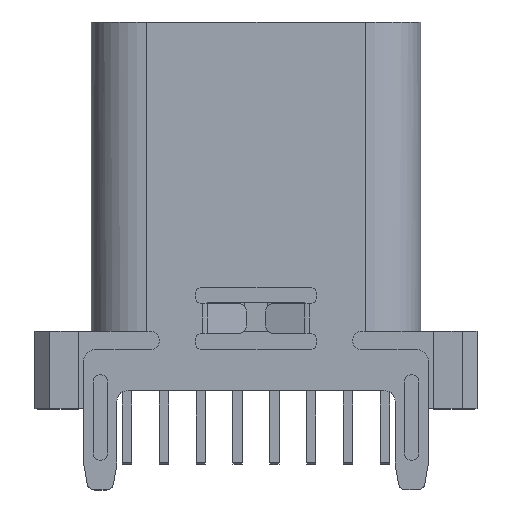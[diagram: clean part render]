
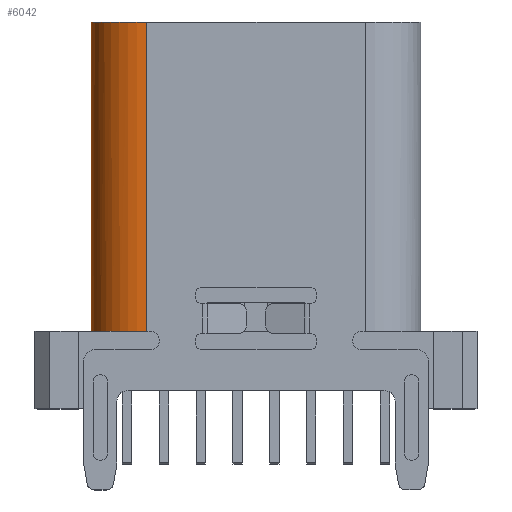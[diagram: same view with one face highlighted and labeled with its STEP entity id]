
A CAD part, top view. The second image highlights one B-rep face of the part: STEP entity #6042.
In plain terms, the highlighted cylindrical face has radius 1.5 mm (diameter 3 mm), a partial arc.
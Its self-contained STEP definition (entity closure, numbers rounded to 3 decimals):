
#821 = EDGE_LOOP ( 'NONE', ( #14132, #14049, #14130, #14048, #14047 ) ) ;
#1495 = VERTEX_POINT ( 'NONE', #12968 ) ;
#1497 = VERTEX_POINT ( 'NONE', #12965 ) ;
#1498 = VERTEX_POINT ( 'NONE', #12964 ) ;
#1822 = VERTEX_POINT ( 'NONE', #11803 ) ;
#1833 = VERTEX_POINT ( 'NONE', #11719 ) ;
#2338 = EDGE_CURVE ( 'NONE', #1833, #1822, #8887, .T. ) ;
#3996 = DIRECTION ( 'NONE',  ( 0., -1., 0. ) ) ;
#3997 = CARTESIAN_POINT ( 'NONE',  ( 1154.294, 288.497, -0.92 ) ) ;
#4002 = CARTESIAN_POINT ( 'NONE',  ( 1152.794, 288.497, -2.42 ) ) ;
#4444 = DIRECTION ( 'NONE',  ( 0., 0., -1. ) ) ;
#4445 = DIRECTION ( 'NONE',  ( 0., -1., 0. ) ) ;
#4446 = CARTESIAN_POINT ( 'NONE',  ( 1154.294, 273.497, -2.42 ) ) ;
#5130 = EDGE_CURVE ( 'NONE', #1497, #1822, #8510, .T. ) ;
#5133 = EDGE_CURVE ( 'NONE', #1498, #1495, #8507, .T. ) ;
#5134 = EDGE_CURVE ( 'NONE', #1498, #1497, #8501, .T. ) ;
#5135 = EDGE_CURVE ( 'NONE', #1495, #1833, #8499, .T. ) ;
#6042 = ADVANCED_FACE ( 'NONE', ( #7714 ), #7711, .T. ) ;
#6559 = AXIS2_PLACEMENT_3D ( 'NONE', #8109, #8113, #8112 ) ;
#7711 = CYLINDRICAL_SURFACE ( 'NONE', #6559, 1.5 ) ;
#7714 = FACE_OUTER_BOUND ( 'NONE', #821, .T. ) ;
#8109 = CARTESIAN_POINT ( 'NONE',  ( 1154.294, 288.497, -2.42 ) ) ;
#8112 = DIRECTION ( 'NONE',  ( 0., 0., -1. ) ) ;
#8113 = DIRECTION ( 'NONE',  ( 0., -1., 0. ) ) ;
#8499 = CIRCLE ( 'NONE', #11450, 1.5 ) ;
#8500 = VECTOR ( 'NONE', #11140, 1000. ) ;
#8501 = CIRCLE ( 'NONE', #11451, 1.5 ) ;
#8506 = VECTOR ( 'NONE', #3996, 1000. ) ;
#8507 = LINE ( 'NONE', #3997, #8500 ) ;
#8510 = LINE ( 'NONE', #4002, #8506 ) ;
#8887 = CIRCLE ( 'NONE', #13933, 1.5 ) ;
#11033 = DIRECTION ( 'NONE',  ( 0., 0., -1. ) ) ;
#11045 = DIRECTION ( 'NONE',  ( 0., -1., 0. ) ) ;
#11063 = CARTESIAN_POINT ( 'NONE',  ( 1154.294, 273.497, -2.42 ) ) ;
#11077 = DIRECTION ( 'NONE',  ( 0., 0., -1. ) ) ;
#11089 = DIRECTION ( 'NONE',  ( 0., -1., 0. ) ) ;
#11102 = CARTESIAN_POINT ( 'NONE',  ( 1154.294, 281.897, -2.42 ) ) ;
#11140 = DIRECTION ( 'NONE',  ( 0., -1., 0. ) ) ;
#11450 = AXIS2_PLACEMENT_3D ( 'NONE', #11063, #11045, #11033 ) ;
#11451 = AXIS2_PLACEMENT_3D ( 'NONE', #11102, #11089, #11077 ) ;
#11719 = CARTESIAN_POINT ( 'NONE',  ( 1153.355, 273.497, -1.25 ) ) ;
#11803 = CARTESIAN_POINT ( 'NONE',  ( 1152.794, 273.497, -2.42 ) ) ;
#12964 = CARTESIAN_POINT ( 'NONE',  ( 1154.294, 281.897, -0.92 ) ) ;
#12965 = CARTESIAN_POINT ( 'NONE',  ( 1152.794, 281.897, -2.42 ) ) ;
#12968 = CARTESIAN_POINT ( 'NONE',  ( 1154.294, 273.497, -0.92 ) ) ;
#13933 = AXIS2_PLACEMENT_3D ( 'NONE', #4446, #4445, #4444 ) ;
#14047 = ORIENTED_EDGE ( 'NONE', *, *, #5135, .F. ) ;
#14048 = ORIENTED_EDGE ( 'NONE', *, *, #2338, .F. ) ;
#14049 = ORIENTED_EDGE ( 'NONE', *, *, #5134, .T. ) ;
#14130 = ORIENTED_EDGE ( 'NONE', *, *, #5130, .T. ) ;
#14132 = ORIENTED_EDGE ( 'NONE', *, *, #5133, .F. ) ;
